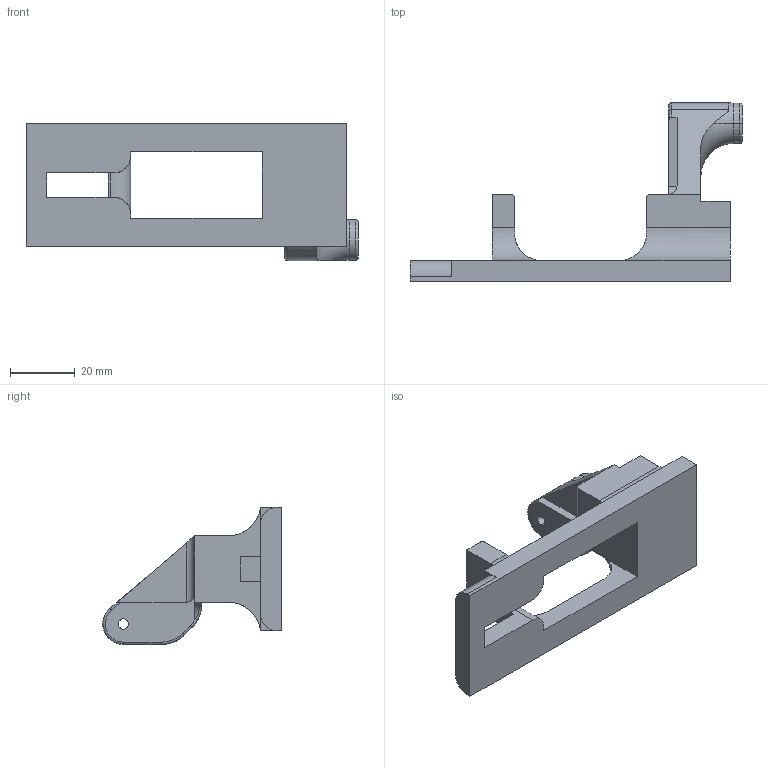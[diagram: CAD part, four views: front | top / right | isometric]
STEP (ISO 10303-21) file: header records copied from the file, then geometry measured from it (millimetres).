
FILE_DESCRIPTION (( 'STEP AP214' ), '1' );
FILE_NAME ('servo_mount.STEP', '2017-10-21T23:17:24', ( '' ), ( '' ), 'SwSTEP 2.0', 'SolidWorks 2016', '' );
FILE_SCHEMA (( 'AUTOMOTIVE_DESIGN' ));
Length unit declared in the file: inch
Products named in the file (1): servo_mount
Bounding box: 102.51 x 55.11 x 42.37 mm (x, y, z)
Volume: 37775.8 mm3; surface area: 14285.4 mm2
Topology: 1 solids, 1 shells, 99 faces, 251 edges, 160 vertices
Faces by surface type: cylinder 46, plane 44, torus 8, bspline 1
Entity records: 3280 total; most frequent: CARTESIAN_POINT 794, DIRECTION 528, ORIENTED_EDGE 502, EDGE_CURVE 251, AXIS2_PLACEMENT_3D 194, VERTEX_POINT 160, LINE 140, VECTOR 140
